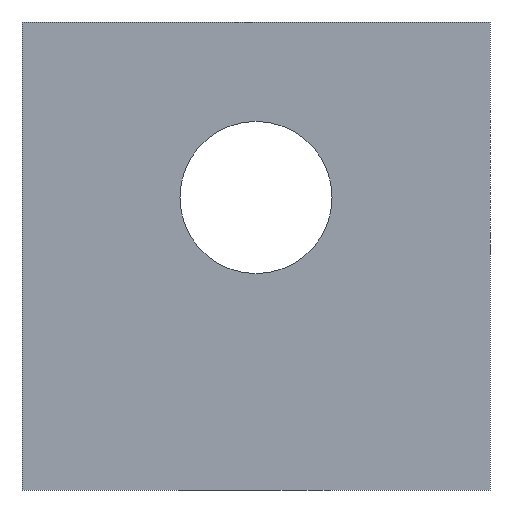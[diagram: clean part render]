
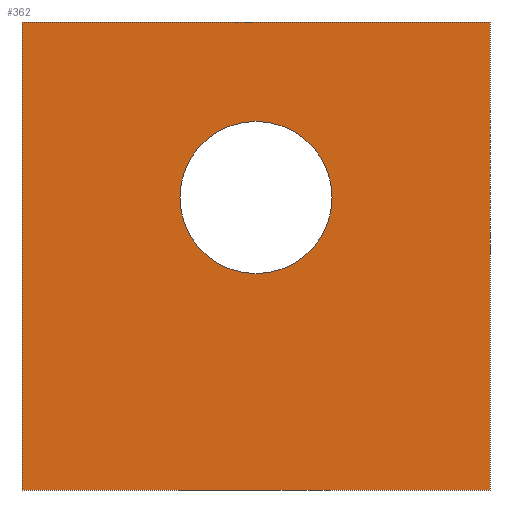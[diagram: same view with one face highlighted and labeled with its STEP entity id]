
A CAD part, front view. The second image highlights one B-rep face of the part: STEP entity #362.
In plain terms, the highlighted planar face has unit normal (0, -1, 0).
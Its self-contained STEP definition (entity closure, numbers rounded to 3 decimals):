
#132=CARTESIAN_POINT('',(-10.0,0.,-4.25));
#133=VERTEX_POINT('',#132);
#149=CARTESIAN_POINT('',(-10.0,0.0,-10.75));
#150=VERTEX_POINT('',#149);
#157=CARTESIAN_POINT('',(-10.0,0.0,-7.5));
#158=DIRECTION('',(0.0,1.0,0.0));
#159=DIRECTION('',(0.0,0.0,1.0));
#160=AXIS2_PLACEMENT_3D('',#157,#158,#159);
#161=CIRCLE('',#160,3.25);
#162=EDGE_CURVE('',#133,#150,#161,.T.);
#301=CARTESIAN_POINT('',(-10.0,0.0,-7.5));
#302=DIRECTION('',(0.0,1.0,0.0));
#303=DIRECTION('',(0.0,0.0,1.0));
#304=AXIS2_PLACEMENT_3D('',#301,#302,#303);
#305=CIRCLE('',#304,3.25);
#306=EDGE_CURVE('',#150,#133,#305,.T.);
#319=CARTESIAN_POINT('',(-20.0,0.0,-20.0));
#320=DIRECTION('',(0.0,-1.0,0.0));
#321=DIRECTION('',(1.0,0.0,0.0));
#322=AXIS2_PLACEMENT_3D('',#319,#320,#321);
#323=PLANE('',#322);
#324=CARTESIAN_POINT('',(0.0,0.0,-20.0));
#325=VERTEX_POINT('',#324);
#326=CARTESIAN_POINT('',(0.0,0.0,0.0));
#327=VERTEX_POINT('',#326);
#328=CARTESIAN_POINT('',(0.0,0.0,-20.0));
#329=DIRECTION('',(0.0,0.0,1.0));
#330=VECTOR('',#329,20.0);
#331=LINE('',#328,#330);
#332=EDGE_CURVE('',#325,#327,#331,.T.);
#333=ORIENTED_EDGE('',*,*,#332,.T.);
#334=CARTESIAN_POINT('',(-20.0,0.0,0.0));
#335=VERTEX_POINT('',#334);
#336=CARTESIAN_POINT('',(-20.0,0.0,0.0));
#337=DIRECTION('',(1.0,0.0,0.0));
#338=VECTOR('',#337,20.0);
#339=LINE('',#336,#338);
#340=EDGE_CURVE('',#335,#327,#339,.T.);
#341=ORIENTED_EDGE('',*,*,#340,.F.);
#342=CARTESIAN_POINT('',(-20.0,0.0,-20.0));
#343=VERTEX_POINT('',#342);
#344=CARTESIAN_POINT('',(-20.0,0.0,0.0));
#345=DIRECTION('',(0.0,0.0,-1.0));
#346=VECTOR('',#345,20.0);
#347=LINE('',#344,#346);
#348=EDGE_CURVE('',#335,#343,#347,.T.);
#349=ORIENTED_EDGE('',*,*,#348,.T.);
#350=CARTESIAN_POINT('',(-20.0,0.0,-20.0));
#351=DIRECTION('',(1.0,0.0,0.0));
#352=VECTOR('',#351,20.0);
#353=LINE('',#350,#352);
#354=EDGE_CURVE('',#343,#325,#353,.T.);
#355=ORIENTED_EDGE('',*,*,#354,.T.);
#356=EDGE_LOOP('',(#333,#341,#349,#355));
#357=FACE_OUTER_BOUND('',#356,.T.);
#358=ORIENTED_EDGE('',*,*,#306,.T.);
#359=ORIENTED_EDGE('',*,*,#162,.T.);
#360=EDGE_LOOP('',(#358,#359));
#361=FACE_BOUND('',#360,.T.);
#362=ADVANCED_FACE('',(#357,#361),#323,.T.);
